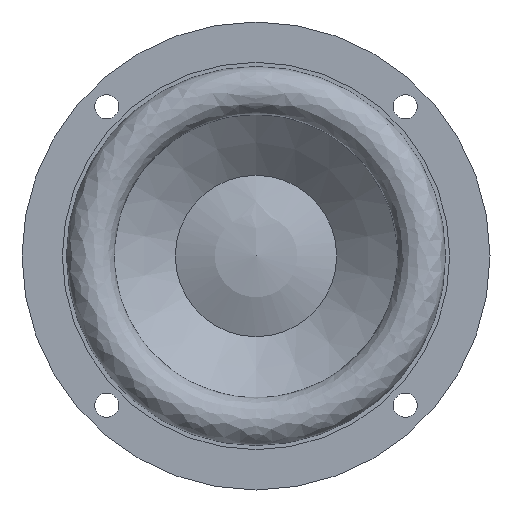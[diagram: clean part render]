
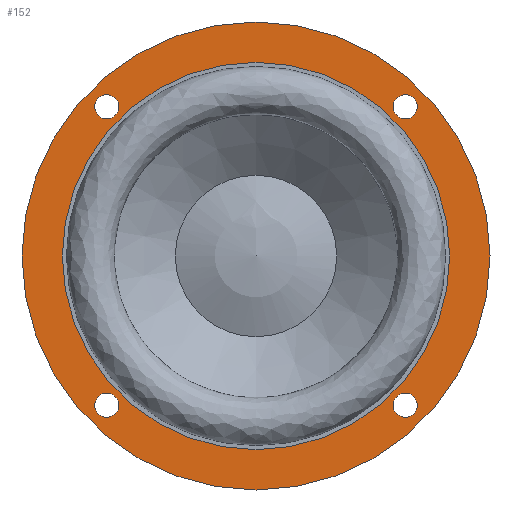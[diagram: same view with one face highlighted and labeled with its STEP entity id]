
A CAD part, front view. The second image highlights one B-rep face of the part: STEP entity #152.
In plain terms, the highlighted planar face has unit normal (0, -1, 0).
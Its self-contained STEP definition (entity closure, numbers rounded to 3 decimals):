
#31 = CYLINDRICAL_SURFACE('',#32,48.);
#32 = AXIS2_PLACEMENT_3D('',#33,#34,#35);
#33 = CARTESIAN_POINT('',(0.,-2.5,0.
    ));
#34 = DIRECTION('',(0.,-1.,0.));
#35 = DIRECTION('',(0.,0.,1.));
#60 = VERTEX_POINT('',#61);
#61 = CARTESIAN_POINT('',(0.,-3.,48.));
#82 = EDGE_CURVE('',#60,#60,#83,.T.);
#83 = SURFACE_CURVE('',#84,(#89,#96),.PCURVE_S1.);
#84 = CIRCLE('',#85,48.);
#85 = AXIS2_PLACEMENT_3D('',#86,#87,#88);
#86 = CARTESIAN_POINT('',(0.,-3.,0.)
  );
#87 = DIRECTION('',(0.,1.,0.));
#88 = DIRECTION('',(0.,0.,1.));
#89 = PCURVE('',#31,#90);
#90 = DEFINITIONAL_REPRESENTATION('',(#91),#95);
#91 = LINE('',#92,#93);
#92 = CARTESIAN_POINT('',(0.,0.5));
#93 = VECTOR('',#94,1.);
#94 = DIRECTION('',(-1.,0.));
#95 = ( GEOMETRIC_REPRESENTATION_CONTEXT(2) 
PARAMETRIC_REPRESENTATION_CONTEXT() REPRESENTATION_CONTEXT('2D SPACE',''
  ) );
#96 = PCURVE('',#97,#102);
#97 = PLANE('',#98);
#98 = AXIS2_PLACEMENT_3D('',#99,#100,#101);
#99 = CARTESIAN_POINT('',(0.,-3.,0.)
  );
#100 = DIRECTION('',(0.,1.,0.));
#101 = DIRECTION('',(0.,0.,1.));
#102 = DEFINITIONAL_REPRESENTATION('',(#103),#107);
#103 = CIRCLE('',#104,48.);
#104 = AXIS2_PLACEMENT_2D('',#105,#106);
#105 = CARTESIAN_POINT('',(0.,0.));
#106 = DIRECTION('',(1.,0.));
#107 = ( GEOMETRIC_REPRESENTATION_CONTEXT(2) 
PARAMETRIC_REPRESENTATION_CONTEXT() REPRESENTATION_CONTEXT('2D SPACE',''
  ) );
#152 = ADVANCED_FACE('',(#153,#184,#219,#222,#257,#292),#97,.F.);
#153 = FACE_BOUND('',#154,.T.);
#154 = EDGE_LOOP('',(#155));
#155 = ORIENTED_EDGE('',*,*,#156,.F.);
#156 = EDGE_CURVE('',#157,#157,#159,.T.);
#157 = VERTEX_POINT('',#158);
#158 = CARTESIAN_POINT('',(0.,-3.,58.));
#159 = SURFACE_CURVE('',#160,(#165,#172),.PCURVE_S1.);
#160 = CIRCLE('',#161,58.);
#161 = AXIS2_PLACEMENT_3D('',#162,#163,#164);
#162 = CARTESIAN_POINT('',(0.,-3.,0.
    ));
#163 = DIRECTION('',(0.,1.,0.));
#164 = DIRECTION('',(0.,0.,1.));
#165 = PCURVE('',#97,#166);
#166 = DEFINITIONAL_REPRESENTATION('',(#167),#171);
#167 = CIRCLE('',#168,58.);
#168 = AXIS2_PLACEMENT_2D('',#169,#170);
#169 = CARTESIAN_POINT('',(0.,0.));
#170 = DIRECTION('',(1.,0.));
#171 = ( GEOMETRIC_REPRESENTATION_CONTEXT(2) 
PARAMETRIC_REPRESENTATION_CONTEXT() REPRESENTATION_CONTEXT('2D SPACE',''
  ) );
#172 = PCURVE('',#173,#178);
#173 = CYLINDRICAL_SURFACE('',#174,58.);
#174 = AXIS2_PLACEMENT_3D('',#175,#176,#177);
#175 = CARTESIAN_POINT('',(0.,-3.,0.
    ));
#176 = DIRECTION('',(0.,1.,0.));
#177 = DIRECTION('',(0.,0.,1.));
#178 = DEFINITIONAL_REPRESENTATION('',(#179),#183);
#179 = LINE('',#180,#181);
#180 = CARTESIAN_POINT('',(0.,0.));
#181 = VECTOR('',#182,1.);
#182 = DIRECTION('',(1.,0.));
#183 = ( GEOMETRIC_REPRESENTATION_CONTEXT(2) 
PARAMETRIC_REPRESENTATION_CONTEXT() REPRESENTATION_CONTEXT('2D SPACE',''
  ) );
#184 = FACE_BOUND('',#185,.T.);
#185 = EDGE_LOOP('',(#186));
#186 = ORIENTED_EDGE('',*,*,#187,.F.);
#187 = EDGE_CURVE('',#188,#188,#190,.T.);
#188 = VERTEX_POINT('',#189);
#189 = CARTESIAN_POINT('',(-37.,-3.,34.));
#190 = SURFACE_CURVE('',#191,(#196,#207),.PCURVE_S1.);
#191 = CIRCLE('',#192,3.);
#192 = AXIS2_PLACEMENT_3D('',#193,#194,#195);
#193 = CARTESIAN_POINT('',(-37.,-3.,37.));
#194 = DIRECTION('',(0.,-1.,0.));
#195 = DIRECTION('',(0.,0.,-1.));
#196 = PCURVE('',#97,#197);
#197 = DEFINITIONAL_REPRESENTATION('',(#198),#206);
#198 = ( BOUNDED_CURVE() B_SPLINE_CURVE(2,(#199,#200,#201,#202,#203,#204
,#205),.UNSPECIFIED.,.T.,.F.) B_SPLINE_CURVE_WITH_KNOTS((1,2,2,2,2,1),(
    -2.094,0.,2.094,4.189,6.283,
8.378),.UNSPECIFIED.) CURVE() GEOMETRIC_REPRESENTATION_ITEM() 
RATIONAL_B_SPLINE_CURVE((1.,0.5,1.,0.5,1.,0.5,1.)) REPRESENTATION_ITEM(
  '') );
#199 = CARTESIAN_POINT('',(34.,-37.));
#200 = CARTESIAN_POINT('',(34.,-31.804));
#201 = CARTESIAN_POINT('',(38.5,-34.402));
#202 = CARTESIAN_POINT('',(43.,-37.));
#203 = CARTESIAN_POINT('',(38.5,-39.598));
#204 = CARTESIAN_POINT('',(34.,-42.196));
#205 = CARTESIAN_POINT('',(34.,-37.));
#206 = ( GEOMETRIC_REPRESENTATION_CONTEXT(2) 
PARAMETRIC_REPRESENTATION_CONTEXT() REPRESENTATION_CONTEXT('2D SPACE',''
  ) );
#207 = PCURVE('',#208,#213);
#208 = CYLINDRICAL_SURFACE('',#209,3.);
#209 = AXIS2_PLACEMENT_3D('',#210,#211,#212);
#210 = CARTESIAN_POINT('',(-37.,-3.,37.));
#211 = DIRECTION('',(0.,-1.,0.));
#212 = DIRECTION('',(0.,0.,-1.));
#213 = DEFINITIONAL_REPRESENTATION('',(#214),#218);
#214 = LINE('',#215,#216);
#215 = CARTESIAN_POINT('',(0.,0.));
#216 = VECTOR('',#217,1.);
#217 = DIRECTION('',(1.,0.));
#218 = ( GEOMETRIC_REPRESENTATION_CONTEXT(2) 
PARAMETRIC_REPRESENTATION_CONTEXT() REPRESENTATION_CONTEXT('2D SPACE',''
  ) );
#219 = FACE_BOUND('',#220,.T.);
#220 = EDGE_LOOP('',(#221));
#221 = ORIENTED_EDGE('',*,*,#82,.T.);
#222 = FACE_BOUND('',#223,.T.);
#223 = EDGE_LOOP('',(#224));
#224 = ORIENTED_EDGE('',*,*,#225,.F.);
#225 = EDGE_CURVE('',#226,#226,#228,.T.);
#226 = VERTEX_POINT('',#227);
#227 = CARTESIAN_POINT('',(-37.,-3.,-40.));
#228 = SURFACE_CURVE('',#229,(#234,#245),.PCURVE_S1.);
#229 = CIRCLE('',#230,3.);
#230 = AXIS2_PLACEMENT_3D('',#231,#232,#233);
#231 = CARTESIAN_POINT('',(-37.,-3.,-37.));
#232 = DIRECTION('',(0.,-1.,0.));
#233 = DIRECTION('',(0.,0.,-1.));
#234 = PCURVE('',#97,#235);
#235 = DEFINITIONAL_REPRESENTATION('',(#236),#244);
#236 = ( BOUNDED_CURVE() B_SPLINE_CURVE(2,(#237,#238,#239,#240,#241,#242
,#243),.UNSPECIFIED.,.T.,.F.) B_SPLINE_CURVE_WITH_KNOTS((1,2,2,2,2,1),(
    -2.094,0.,2.094,4.189,6.283,
8.378),.UNSPECIFIED.) CURVE() GEOMETRIC_REPRESENTATION_ITEM() 
RATIONAL_B_SPLINE_CURVE((1.,0.5,1.,0.5,1.,0.5,1.)) REPRESENTATION_ITEM(
  '') );
#237 = CARTESIAN_POINT('',(-40.,-37.));
#238 = CARTESIAN_POINT('',(-40.,-31.804));
#239 = CARTESIAN_POINT('',(-35.5,-34.402));
#240 = CARTESIAN_POINT('',(-31.,-37.));
#241 = CARTESIAN_POINT('',(-35.5,-39.598));
#242 = CARTESIAN_POINT('',(-40.,-42.196));
#243 = CARTESIAN_POINT('',(-40.,-37.));
#244 = ( GEOMETRIC_REPRESENTATION_CONTEXT(2) 
PARAMETRIC_REPRESENTATION_CONTEXT() REPRESENTATION_CONTEXT('2D SPACE',''
  ) );
#245 = PCURVE('',#246,#251);
#246 = CYLINDRICAL_SURFACE('',#247,3.);
#247 = AXIS2_PLACEMENT_3D('',#248,#249,#250);
#248 = CARTESIAN_POINT('',(-37.,-3.,-37.));
#249 = DIRECTION('',(0.,-1.,0.));
#250 = DIRECTION('',(0.,0.,-1.));
#251 = DEFINITIONAL_REPRESENTATION('',(#252),#256);
#252 = LINE('',#253,#254);
#253 = CARTESIAN_POINT('',(0.,0.));
#254 = VECTOR('',#255,1.);
#255 = DIRECTION('',(1.,0.));
#256 = ( GEOMETRIC_REPRESENTATION_CONTEXT(2) 
PARAMETRIC_REPRESENTATION_CONTEXT() REPRESENTATION_CONTEXT('2D SPACE',''
  ) );
#257 = FACE_BOUND('',#258,.T.);
#258 = EDGE_LOOP('',(#259));
#259 = ORIENTED_EDGE('',*,*,#260,.F.);
#260 = EDGE_CURVE('',#261,#261,#263,.T.);
#261 = VERTEX_POINT('',#262);
#262 = CARTESIAN_POINT('',(37.,-3.,34.));
#263 = SURFACE_CURVE('',#264,(#269,#280),.PCURVE_S1.);
#264 = CIRCLE('',#265,3.);
#265 = AXIS2_PLACEMENT_3D('',#266,#267,#268);
#266 = CARTESIAN_POINT('',(37.,-3.,37.));
#267 = DIRECTION('',(0.,-1.,0.));
#268 = DIRECTION('',(0.,0.,-1.));
#269 = PCURVE('',#97,#270);
#270 = DEFINITIONAL_REPRESENTATION('',(#271),#279);
#271 = ( BOUNDED_CURVE() B_SPLINE_CURVE(2,(#272,#273,#274,#275,#276,#277
,#278),.UNSPECIFIED.,.T.,.F.) B_SPLINE_CURVE_WITH_KNOTS((1,2,2,2,2,1),(
    -2.094,0.,2.094,4.189,6.283,
8.378),.UNSPECIFIED.) CURVE() GEOMETRIC_REPRESENTATION_ITEM() 
RATIONAL_B_SPLINE_CURVE((1.,0.5,1.,0.5,1.,0.5,1.)) REPRESENTATION_ITEM(
  '') );
#272 = CARTESIAN_POINT('',(34.,37.));
#273 = CARTESIAN_POINT('',(34.,42.196));
#274 = CARTESIAN_POINT('',(38.5,39.598));
#275 = CARTESIAN_POINT('',(43.,37.));
#276 = CARTESIAN_POINT('',(38.5,34.402));
#277 = CARTESIAN_POINT('',(34.,31.804));
#278 = CARTESIAN_POINT('',(34.,37.));
#279 = ( GEOMETRIC_REPRESENTATION_CONTEXT(2) 
PARAMETRIC_REPRESENTATION_CONTEXT() REPRESENTATION_CONTEXT('2D SPACE',''
  ) );
#280 = PCURVE('',#281,#286);
#281 = CYLINDRICAL_SURFACE('',#282,3.);
#282 = AXIS2_PLACEMENT_3D('',#283,#284,#285);
#283 = CARTESIAN_POINT('',(37.,-3.,37.));
#284 = DIRECTION('',(0.,-1.,0.));
#285 = DIRECTION('',(0.,0.,-1.));
#286 = DEFINITIONAL_REPRESENTATION('',(#287),#291);
#287 = LINE('',#288,#289);
#288 = CARTESIAN_POINT('',(0.,0.));
#289 = VECTOR('',#290,1.);
#290 = DIRECTION('',(1.,0.));
#291 = ( GEOMETRIC_REPRESENTATION_CONTEXT(2) 
PARAMETRIC_REPRESENTATION_CONTEXT() REPRESENTATION_CONTEXT('2D SPACE',''
  ) );
#292 = FACE_BOUND('',#293,.T.);
#293 = EDGE_LOOP('',(#294));
#294 = ORIENTED_EDGE('',*,*,#295,.F.);
#295 = EDGE_CURVE('',#296,#296,#298,.T.);
#296 = VERTEX_POINT('',#297);
#297 = CARTESIAN_POINT('',(37.,-3.,-40.));
#298 = SURFACE_CURVE('',#299,(#304,#315),.PCURVE_S1.);
#299 = CIRCLE('',#300,3.);
#300 = AXIS2_PLACEMENT_3D('',#301,#302,#303);
#301 = CARTESIAN_POINT('',(37.,-3.,-37.));
#302 = DIRECTION('',(0.,-1.,0.));
#303 = DIRECTION('',(0.,0.,-1.));
#304 = PCURVE('',#97,#305);
#305 = DEFINITIONAL_REPRESENTATION('',(#306),#314);
#306 = ( BOUNDED_CURVE() B_SPLINE_CURVE(2,(#307,#308,#309,#310,#311,#312
,#313),.UNSPECIFIED.,.T.,.F.) B_SPLINE_CURVE_WITH_KNOTS((1,2,2,2,2,1),(
    -2.094,0.,2.094,4.189,6.283,
8.378),.UNSPECIFIED.) CURVE() GEOMETRIC_REPRESENTATION_ITEM() 
RATIONAL_B_SPLINE_CURVE((1.,0.5,1.,0.5,1.,0.5,1.)) REPRESENTATION_ITEM(
  '') );
#307 = CARTESIAN_POINT('',(-40.,37.));
#308 = CARTESIAN_POINT('',(-40.,42.196));
#309 = CARTESIAN_POINT('',(-35.5,39.598));
#310 = CARTESIAN_POINT('',(-31.,37.));
#311 = CARTESIAN_POINT('',(-35.5,34.402));
#312 = CARTESIAN_POINT('',(-40.,31.804));
#313 = CARTESIAN_POINT('',(-40.,37.));
#314 = ( GEOMETRIC_REPRESENTATION_CONTEXT(2) 
PARAMETRIC_REPRESENTATION_CONTEXT() REPRESENTATION_CONTEXT('2D SPACE',''
  ) );
#315 = PCURVE('',#316,#321);
#316 = CYLINDRICAL_SURFACE('',#317,3.);
#317 = AXIS2_PLACEMENT_3D('',#318,#319,#320);
#318 = CARTESIAN_POINT('',(37.,-3.,-37.));
#319 = DIRECTION('',(0.,-1.,0.));
#320 = DIRECTION('',(0.,0.,-1.));
#321 = DEFINITIONAL_REPRESENTATION('',(#322),#326);
#322 = LINE('',#323,#324);
#323 = CARTESIAN_POINT('',(0.,0.));
#324 = VECTOR('',#325,1.);
#325 = DIRECTION('',(1.,0.));
#326 = ( GEOMETRIC_REPRESENTATION_CONTEXT(2) 
PARAMETRIC_REPRESENTATION_CONTEXT() REPRESENTATION_CONTEXT('2D SPACE',''
  ) );
